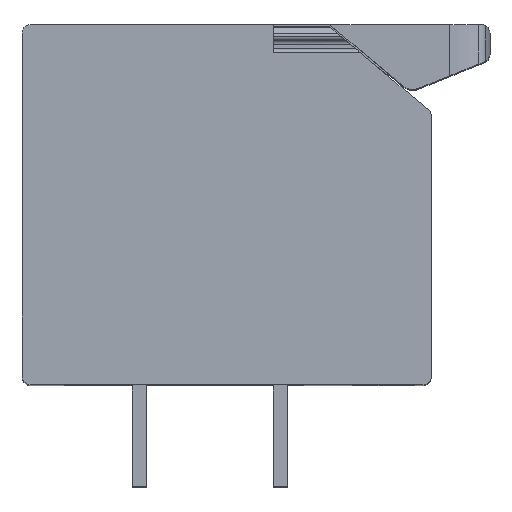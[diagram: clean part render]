
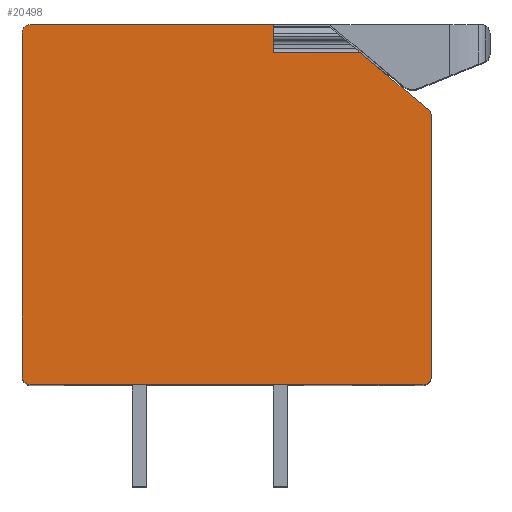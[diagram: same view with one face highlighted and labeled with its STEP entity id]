
A CAD part, top view. The second image highlights one B-rep face of the part: STEP entity #20498.
In plain terms, the highlighted planar face has unit normal (0, 0, 1).
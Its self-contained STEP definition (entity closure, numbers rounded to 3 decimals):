
#174=CIRCLE('',#21544,0.3);
#175=CIRCLE('',#21547,0.3);
#176=CIRCLE('',#21549,0.3);
#183=CIRCLE('',#21558,0.3);
#1099=LINE('',#27969,#2712);
#1240=LINE('',#28378,#2853);
#1273=LINE('',#28494,#2886);
#1277=LINE('',#28508,#2890);
#1381=LINE('',#28793,#2994);
#1430=LINE('',#28891,#3043);
#1433=LINE('',#28903,#3046);
#1462=LINE('',#28967,#3075);
#1463=LINE('',#28969,#3076);
#1464=LINE('',#28971,#3077);
#1465=LINE('',#28972,#3078);
#2712=VECTOR('',#23155,1000.);
#2853=VECTOR('',#23458,1000.);
#2886=VECTOR('',#23543,1000.);
#2890=VECTOR('',#23553,1000.);
#2994=VECTOR('',#23739,1000.);
#3043=VECTOR('',#23794,1000.);
#3046=VECTOR('',#23809,1000.);
#3075=VECTOR('',#23854,1000.);
#3076=VECTOR('',#23855,1000.);
#3077=VECTOR('',#23856,1000.);
#3078=VECTOR('',#23857,1000.);
#5031=ORIENTED_EDGE('',*,*,#9510,.F.);
#5032=ORIENTED_EDGE('',*,*,#9511,.T.);
#5033=ORIENTED_EDGE('',*,*,#9512,.T.);
#5034=ORIENTED_EDGE('',*,*,#9268,.T.);
#5035=ORIENTED_EDGE('',*,*,#9513,.F.);
#5036=ORIENTED_EDGE('',*,*,#9211,.T.);
#5037=ORIENTED_EDGE('',*,*,#9475,.T.);
#5038=ORIENTED_EDGE('',*,*,#9509,.T.);
#5039=ORIENTED_EDGE('',*,*,#9419,.T.);
#5040=ORIENTED_EDGE('',*,*,#9421,.T.);
#5041=ORIENTED_EDGE('',*,*,#9469,.T.);
#5042=ORIENTED_EDGE('',*,*,#9470,.T.);
#5043=ORIENTED_EDGE('',*,*,#9012,.T.);
#5044=ORIENTED_EDGE('',*,*,#9471,.T.);
#5045=ORIENTED_EDGE('',*,*,#9275,.T.);
#9012=EDGE_CURVE('',#11252,#11251,#1099,.T.);
#9211=EDGE_CURVE('',#11439,#11438,#1240,.T.);
#9268=EDGE_CURVE('',#11496,#11495,#1273,.T.);
#9275=EDGE_CURVE('',#11503,#11502,#1277,.T.);
#9419=EDGE_CURVE('',#11637,#11642,#1381,.T.);
#9421=EDGE_CURVE('',#11642,#11643,#174,.T.);
#9469=EDGE_CURVE('',#11643,#11688,#1430,.T.);
#9470=EDGE_CURVE('',#11688,#11252,#175,.T.);
#9471=EDGE_CURVE('',#11251,#11503,#176,.T.);
#9475=EDGE_CURVE('',#11438,#11691,#1433,.T.);
#9509=EDGE_CURVE('',#11691,#11637,#183,.T.);
#9510=EDGE_CURVE('',#11719,#11502,#1462,.T.);
#9511=EDGE_CURVE('',#11719,#11720,#1463,.T.);
#9512=EDGE_CURVE('',#11720,#11496,#1464,.T.);
#9513=EDGE_CURVE('',#11439,#11495,#1465,.T.);
#11251=VERTEX_POINT('',#27968);
#11252=VERTEX_POINT('',#27970);
#11438=VERTEX_POINT('',#28377);
#11439=VERTEX_POINT('',#28379);
#11495=VERTEX_POINT('',#28493);
#11496=VERTEX_POINT('',#28495);
#11502=VERTEX_POINT('',#28507);
#11503=VERTEX_POINT('',#28509);
#11637=VERTEX_POINT('',#28780);
#11642=VERTEX_POINT('',#28792);
#11643=VERTEX_POINT('',#28796);
#11688=VERTEX_POINT('',#28890);
#11691=VERTEX_POINT('',#28902);
#11719=VERTEX_POINT('',#28968);
#11720=VERTEX_POINT('',#28970);
#12615=EDGE_LOOP('',(#5031,#5032,#5033,#5034,#5035,#5036,#5037,#5038,#5039,
#5040,#5041,#5042,#5043,#5044,#5045));
#13472=FACE_BOUND('',#12615,.T.);
#14288=PLANE('',#21559);
#20498=ADVANCED_FACE('',(#13472),#14288,.T.);
#21544=AXIS2_PLACEMENT_3D('',#28797,#23743,#23744);
#21547=AXIS2_PLACEMENT_3D('',#28893,#23797,#23798);
#21549=AXIS2_PLACEMENT_3D('',#28895,#23801,#23802);
#21558=AXIS2_PLACEMENT_3D('',#28965,#23850,#23851);
#21559=AXIS2_PLACEMENT_3D('',#28966,#23852,#23853);
#23155=DIRECTION('',(0.,1.,0.));
#23458=DIRECTION('',(0.,1.,0.));
#23543=DIRECTION('',(-0.766,0.643,0.));
#23553=DIRECTION('',(-0.766,0.643,0.));
#23739=DIRECTION('',(0.,-1.,0.));
#23743=DIRECTION('',(0.,0.,1.));
#23744=DIRECTION('',(1.,0.,0.));
#23794=DIRECTION('',(1.,0.,0.));
#23797=DIRECTION('',(0.,0.,1.));
#23798=DIRECTION('',(1.,0.,0.));
#23801=DIRECTION('',(0.,0.,1.));
#23802=DIRECTION('',(1.,0.,0.));
#23809=DIRECTION('',(-1.,0.,0.));
#23850=DIRECTION('',(0.,0.,1.));
#23851=DIRECTION('',(1.,0.,0.));
#23852=DIRECTION('',(0.,0.,1.));
#23853=DIRECTION('',(1.,0.,0.));
#23854=DIRECTION('',(1.,0.,0.));
#23855=DIRECTION('',(0.,1.,0.));
#23856=DIRECTION('',(1.,0.,0.));
#23857=DIRECTION('',(1.,0.,0.));
#27968=CARTESIAN_POINT('',(5.35,9.51,21.));
#27969=CARTESIAN_POINT('',(5.35,0.3,21.));
#27970=CARTESIAN_POINT('',(5.35,0.3,21.));
#28377=CARTESIAN_POINT('',(-0.25,12.75,21.));
#28378=CARTESIAN_POINT('',(-0.25,0.3,21.));
#28379=CARTESIAN_POINT('',(-0.25,12.346,21.));
#28493=CARTESIAN_POINT('',(2.137,12.346,21.));
#28494=CARTESIAN_POINT('',(5.243,9.74,21.));
#28495=CARTESIAN_POINT('',(2.141,12.343,21.));
#28507=CARTESIAN_POINT('',(2.847,11.75,21.));
#28508=CARTESIAN_POINT('',(5.243,9.74,21.));
#28509=CARTESIAN_POINT('',(5.243,9.74,21.));
#28780=CARTESIAN_POINT('',(-9.15,12.45,21.));
#28792=CARTESIAN_POINT('',(-9.15,0.3,21.));
#28793=CARTESIAN_POINT('',(-9.15,12.45,21.));
#28796=CARTESIAN_POINT('',(-8.85,0.,21.));
#28797=CARTESIAN_POINT('',(-8.85,0.3,21.));
#28890=CARTESIAN_POINT('',(5.05,0.,21.));
#28891=CARTESIAN_POINT('',(-8.85,0.,21.));
#28893=CARTESIAN_POINT('',(5.05,0.3,21.));
#28895=CARTESIAN_POINT('',(5.05,9.51,21.));
#28902=CARTESIAN_POINT('',(-8.85,12.75,21.));
#28903=CARTESIAN_POINT('',(1.656,12.75,21.));
#28965=CARTESIAN_POINT('',(-8.85,12.45,21.));
#28966=CARTESIAN_POINT('',(-8.85,0.3,21.));
#28967=CARTESIAN_POINT('',(-8.85,11.75,21.));
#28968=CARTESIAN_POINT('',(-0.25,11.75,21.));
#28969=CARTESIAN_POINT('',(-0.25,0.3,21.));
#28970=CARTESIAN_POINT('',(-0.25,12.343,21.));
#28971=CARTESIAN_POINT('',(-0.25,12.343,21.));
#28972=CARTESIAN_POINT('',(-0.25,12.346,21.));
